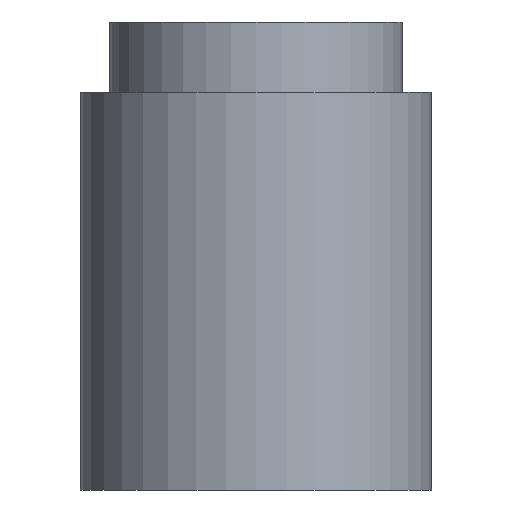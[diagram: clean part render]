
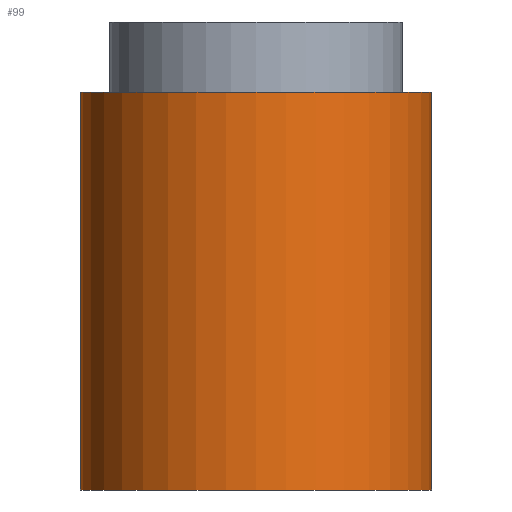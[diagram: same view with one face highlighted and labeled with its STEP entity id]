
A CAD part, front view. The second image highlights one B-rep face of the part: STEP entity #99.
In plain terms, the highlighted cylindrical face has radius 7.5 mm (diameter 15 mm), a partial arc.
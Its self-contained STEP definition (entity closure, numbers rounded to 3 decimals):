
#2 = DIRECTION ( 'NONE',  ( 0., 0., 1. ) ) ;
#7 = EDGE_CURVE ( 'NONE', #424, #265, #109, .T. ) ;
#18 = CIRCLE ( 'NONE', #481, 7.5 ) ;
#22 = CYLINDRICAL_SURFACE ( 'NONE', #319, 7.5 ) ;
#42 = EDGE_CURVE ( 'NONE', #271, #265, #119, .T. ) ;
#52 = VERTEX_POINT ( 'NONE', #68 ) ;
#62 = CARTESIAN_POINT ( 'NONE',  ( 7.5, 0., 20. ) ) ;
#68 = CARTESIAN_POINT ( 'NONE',  ( -7.5, 0., 17. ) ) ;
#82 = EDGE_LOOP ( 'NONE', ( #143, #451, #472, #173 ) ) ;
#99 = ADVANCED_FACE ( 'NONE', ( #237 ), #22, .T. ) ;
#101 = AXIS2_PLACEMENT_3D ( 'NONE', #479, #444, #441 ) ;
#104 = DIRECTION ( 'NONE',  ( 0., 0., -1. ) ) ;
#109 = LINE ( 'NONE', #62, #523 ) ;
#115 = VECTOR ( 'NONE', #437, 1000. ) ;
#119 = CIRCLE ( 'NONE', #101, 7.5 ) ;
#143 = ORIENTED_EDGE ( 'NONE', *, *, #7, .F. ) ;
#147 = CARTESIAN_POINT ( 'NONE',  ( 0., 0., 20. ) ) ;
#173 = ORIENTED_EDGE ( 'NONE', *, *, #42, .T. ) ;
#199 = EDGE_CURVE ( 'NONE', #52, #424, #18, .T. ) ;
#236 = CARTESIAN_POINT ( 'NONE',  ( 7.5, 0., 0. ) ) ;
#237 = FACE_OUTER_BOUND ( 'NONE', #82, .T. ) ;
#265 = VERTEX_POINT ( 'NONE', #236 ) ;
#271 = VERTEX_POINT ( 'NONE', #397 ) ;
#319 = AXIS2_PLACEMENT_3D ( 'NONE', #147, #104, #483 ) ;
#331 = CARTESIAN_POINT ( 'NONE',  ( 7.5, 0., 17. ) ) ;
#357 = EDGE_CURVE ( 'NONE', #52, #271, #440, .T. ) ;
#395 = DIRECTION ( 'NONE',  ( 0., 0., -1. ) ) ;
#397 = CARTESIAN_POINT ( 'NONE',  ( -7.5, 0., 0. ) ) ;
#414 = CARTESIAN_POINT ( 'NONE',  ( 0., 0., 17. ) ) ;
#422 = DIRECTION ( 'NONE',  ( 1., 0., 0. ) ) ;
#424 = VERTEX_POINT ( 'NONE', #331 ) ;
#437 = DIRECTION ( 'NONE',  ( 0., 0., -1. ) ) ;
#440 = LINE ( 'NONE', #490, #115 ) ;
#441 = DIRECTION ( 'NONE',  ( 1., 0., 0. ) ) ;
#444 = DIRECTION ( 'NONE',  ( 0., 0., 1. ) ) ;
#451 = ORIENTED_EDGE ( 'NONE', *, *, #199, .F. ) ;
#472 = ORIENTED_EDGE ( 'NONE', *, *, #357, .T. ) ;
#479 = CARTESIAN_POINT ( 'NONE',  ( 0., 0., 0. ) ) ;
#481 = AXIS2_PLACEMENT_3D ( 'NONE', #414, #2, #422 ) ;
#483 = DIRECTION ( 'NONE',  ( -1., 0., 0. ) ) ;
#490 = CARTESIAN_POINT ( 'NONE',  ( -7.5, 0., 20. ) ) ;
#523 = VECTOR ( 'NONE', #395, 1000. ) ;
